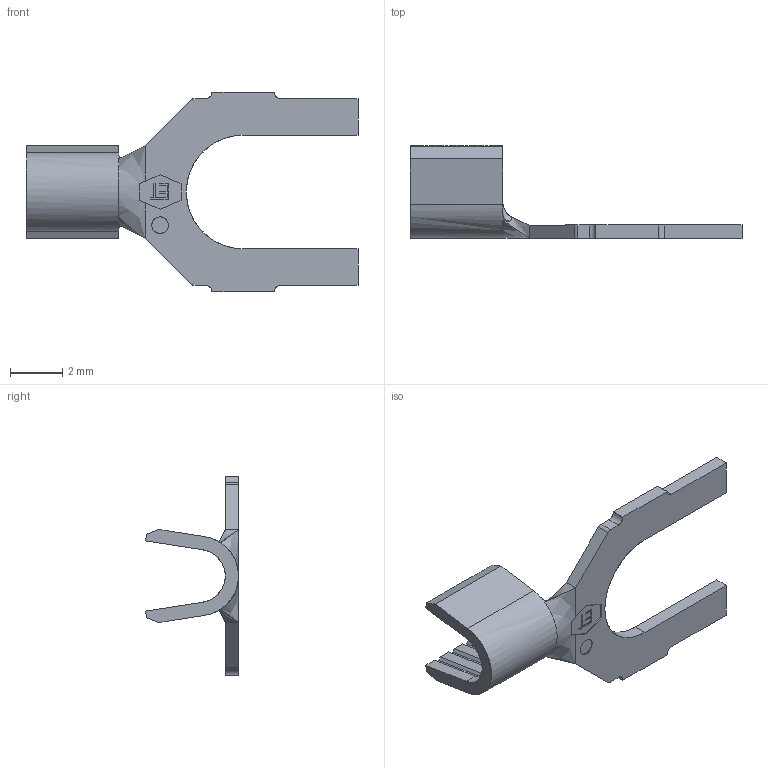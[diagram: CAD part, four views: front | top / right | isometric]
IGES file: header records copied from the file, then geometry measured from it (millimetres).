
Start section: SolidWorks IGES file using analytic representation for surfaces
Global section: file name: 03210.IGS; native system: SolidWorks 2019; preprocessor: SolidWorks 2019; author: sjohnson; date: 191230.085728; units: inch
Bounding box: 12.7 x 3.56 x 7.65 mm (x, y, z)
Surface area: 154.1 mm2 (no closed solid volume)
Topology: 0 solids, 0 shells, 120 faces, 766 edges, 766 vertices
Faces by surface type: bspline 93, revolution 27
